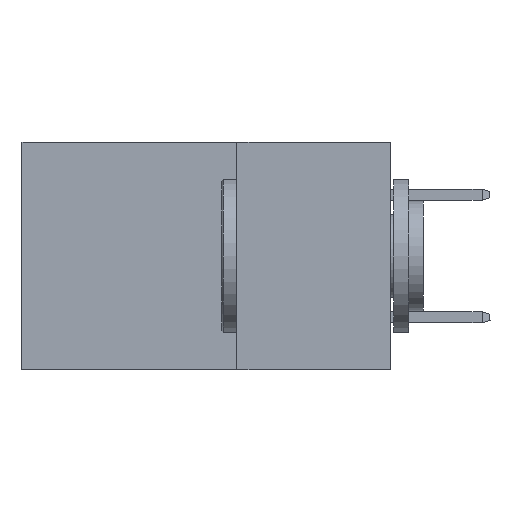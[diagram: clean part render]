
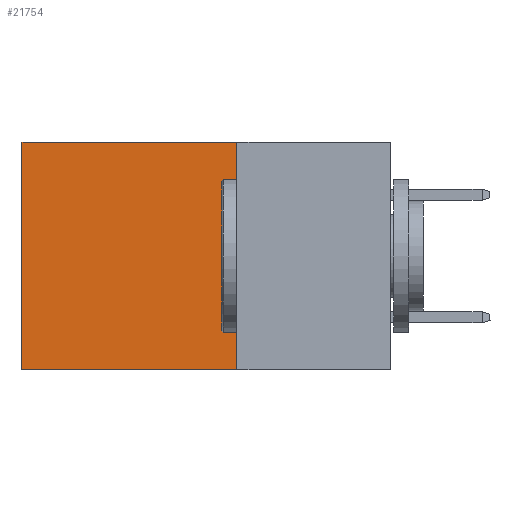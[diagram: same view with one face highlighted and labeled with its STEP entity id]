
A CAD part, left-side view. The second image highlights one B-rep face of the part: STEP entity #21754.
In plain terms, the highlighted planar face has unit normal (-1, 0, 0).
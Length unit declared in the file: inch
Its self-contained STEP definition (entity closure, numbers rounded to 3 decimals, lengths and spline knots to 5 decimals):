
#946 = CARTESIAN_POINT ( 'NONE',  ( 0.2875, 0.25, 0. ) ) ;
#1100 = CARTESIAN_POINT ( 'NONE',  ( 0.2875, 0.6, 0. ) ) ;
#1595 = VERTEX_POINT ( 'NONE', #3785 ) ;
#1680 = AXIS2_PLACEMENT_3D ( 'NONE', #9326, #19949, #11265 ) ;
#1781 = LINE ( 'NONE', #10016, #22574 ) ;
#2470 = LINE ( 'NONE', #10829, #10438 ) ;
#3689 = DIRECTION ( 'NONE',  ( 0., 1., 0. ) ) ;
#3785 = CARTESIAN_POINT ( 'NONE',  ( 0.2875, 0.25, 0. ) ) ;
#4184 = LINE ( 'NONE', #19386, #18183 ) ;
#4487 = DIRECTION ( 'NONE',  ( 0., 0., -1. ) ) ;
#7172 = PLANE ( 'NONE',  #1680 ) ;
#8807 = DIRECTION ( 'NONE',  ( 0., 0., -1. ) ) ;
#9326 = CARTESIAN_POINT ( 'NONE',  ( 0.2875, 0.25, 0. ) ) ;
#10016 = CARTESIAN_POINT ( 'NONE',  ( 0.2875, 0.25, -0.37 ) ) ;
#10438 = VECTOR ( 'NONE', #3689, 39.37008 ) ;
#10658 = EDGE_CURVE ( 'NONE', #21637, #19332, #4184, .T. ) ;
#10829 = CARTESIAN_POINT ( 'NONE',  ( 0.2875, 0.25, 0. ) ) ;
#11265 = DIRECTION ( 'NONE',  ( 0., 0., -1. ) ) ;
#12696 = LINE ( 'NONE', #946, #22259 ) ;
#13848 = EDGE_CURVE ( 'NONE', #19909, #19332, #1781, .T. ) ;
#15005 = ORIENTED_EDGE ( 'NONE', *, *, #21604, .F. ) ;
#15720 = FACE_OUTER_BOUND ( 'NONE', #20651, .T. ) ;
#18183 = VECTOR ( 'NONE', #8807, 39.37008 ) ;
#18669 = DIRECTION ( 'NONE',  ( 0., 1., 0. ) ) ;
#19332 = VERTEX_POINT ( 'NONE', #21530 ) ;
#19386 = CARTESIAN_POINT ( 'NONE',  ( 0.2875, 0.6, 0. ) ) ;
#19421 = CARTESIAN_POINT ( 'NONE',  ( 0.2875, 0.25, -0.37 ) ) ;
#19654 = ORIENTED_EDGE ( 'NONE', *, *, #13848, .F. ) ;
#19909 = VERTEX_POINT ( 'NONE', #19421 ) ;
#19949 = DIRECTION ( 'NONE',  ( 1., 0., 0. ) ) ;
#20651 = EDGE_LOOP ( 'NONE', ( #21042, #19654, #15005, #21846 ) ) ;
#20732 = EDGE_CURVE ( 'NONE', #1595, #21637, #2470, .T. ) ;
#21042 = ORIENTED_EDGE ( 'NONE', *, *, #10658, .T. ) ;
#21530 = CARTESIAN_POINT ( 'NONE',  ( 0.2875, 0.6, -0.37 ) ) ;
#21604 = EDGE_CURVE ( 'NONE', #1595, #19909, #12696, .T. ) ;
#21637 = VERTEX_POINT ( 'NONE', #1100 ) ;
#21754 = ADVANCED_FACE ( 'NONE', ( #15720 ), #7172, .F. ) ;
#21846 = ORIENTED_EDGE ( 'NONE', *, *, #20732, .T. ) ;
#22259 = VECTOR ( 'NONE', #4487, 39.37008 ) ;
#22574 = VECTOR ( 'NONE', #18669, 39.37008 ) ;
